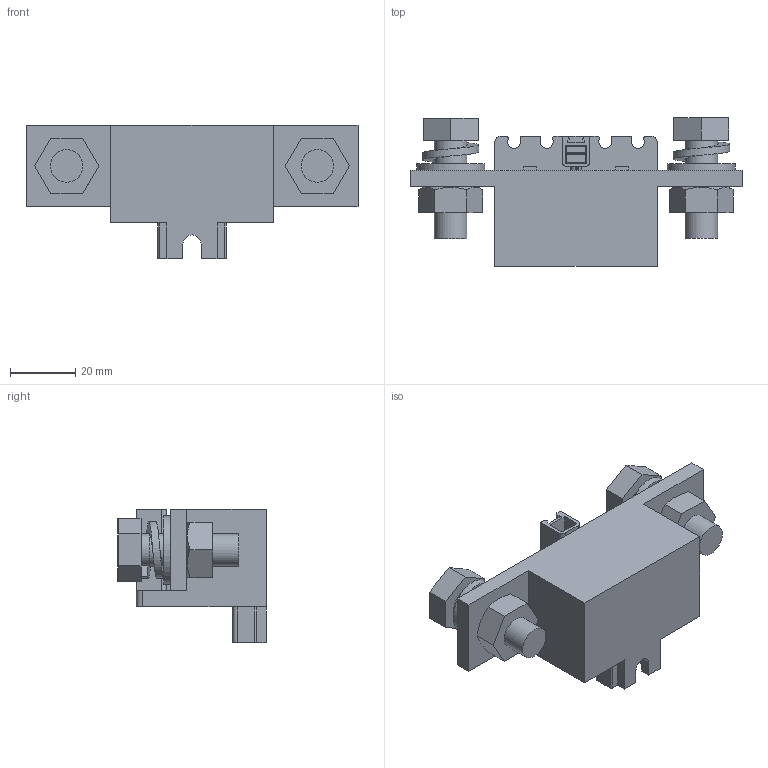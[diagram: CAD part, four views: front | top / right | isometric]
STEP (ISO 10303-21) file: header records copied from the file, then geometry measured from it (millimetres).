
FILE_DESCRIPTION(/* description */ ('Unknown'),/* implementation_level */ '2;1');
FILE_NAME(/* name */ 'PAT250_3D_SOLID_MODEL',/* time_stamp */ '2024-12-28T11:04:27+06:00',/* author */ ('Unknown'),/* organization */ ('Unknown'),/* preprocessor_version */ 'ST-DEVELOPER v16.7',/* originating_system */ 'Solid Edge',/* authorisation */ 'Unknown');
FILE_SCHEMA (('AUTOMOTIVE_DESIGN {1 0 10303 214 3 1 1}'));
Length unit declared in the file: millimetre
Products named in the file (1): PAT250_3D_SOLID_MODEL
Bounding box: 102 x 45.67 x 41 mm (x, y, z)
Volume: 67176.3 mm3; surface area: 20579.2 mm2
Topology: 1 solids, 4 shells, 376 faces, 959 edges, 603 vertices
Faces by surface type: plane 197, cylinder 132, sphere 22, torus 12, cone 8, bspline 5
Full cylindrical faces by diameter (mm): 1.6 x2, 2 x2, 3.5 x4, 10 x6, 11 x4, 21 x2
Entity records: 13832 total; most frequent: CARTESIAN_POINT 2365, DIRECTION 1826, ORIENTED_EDGE 1796, EDGE_CURVE 898, AXIS2_PLACEMENT_3D 660, VERTEX_POINT 592, LINE 506, VECTOR 506
